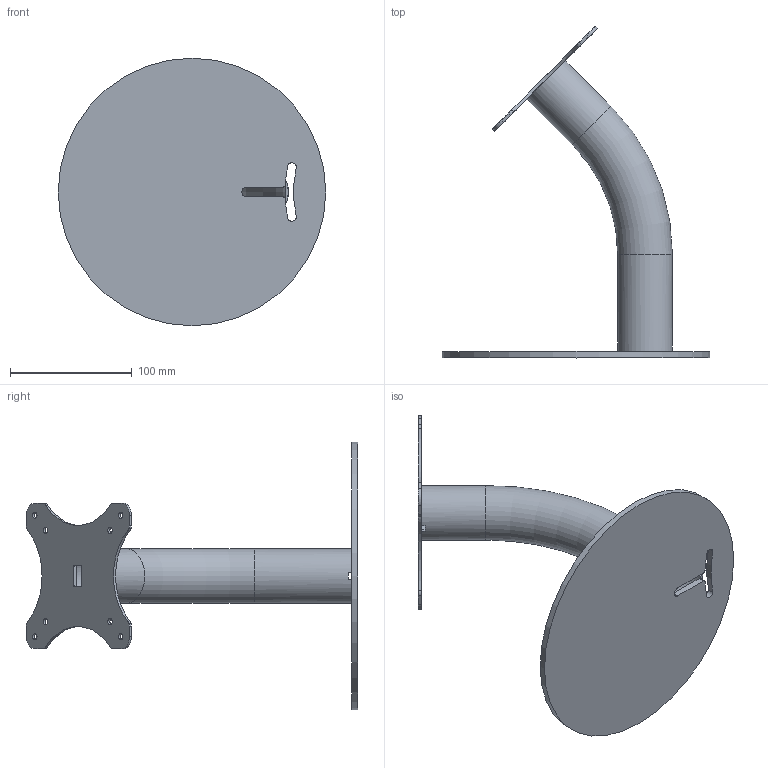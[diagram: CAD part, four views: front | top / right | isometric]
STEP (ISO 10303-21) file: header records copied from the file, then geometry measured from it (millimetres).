
FILE_DESCRIPTION(/* description */ (''),/* implementation_level */ '2;1');
FILE_NAME(/* name */ 'vb_vesa_mnt_fxsbp.step',/* time_stamp */ '2020-10-12T15:59:43-04:00',/* author */ ('NickC'),/* organization */ (''),/* preprocessor_version */ 'ST-DEVELOPER v17',/* originating_system */ 'Autodesk Inventor 2019',/* authorisation */ '');
FILE_SCHEMA (('AUTOMOTIVE_DESIGN { 1 0 10303 214 3 1 1 }'));
Length unit declared in the file: inch
Products named in the file (1): Part2
Bounding box: 220 x 272.74 x 220 mm (x, y, z)
Volume: 279561.2 mm3; surface area: 168080.6 mm2
Topology: 1 solids, 1 shells, 80 faces, 263 edges, 181 vertices
Faces by surface type: cylinder 44, plane 34, torus 2
Full cylindrical faces by diameter (mm): 3.5 x1, 5.2 x8, 41 x2, 45 x2, 220 x1
Entity records: 3197 total; most frequent: CARTESIAN_POINT 660, DIRECTION 550, ORIENTED_EDGE 526, EDGE_CURVE 263, AXIS2_PLACEMENT_3D 213, VERTEX_POINT 181, CIRCLE 132, LINE 124
